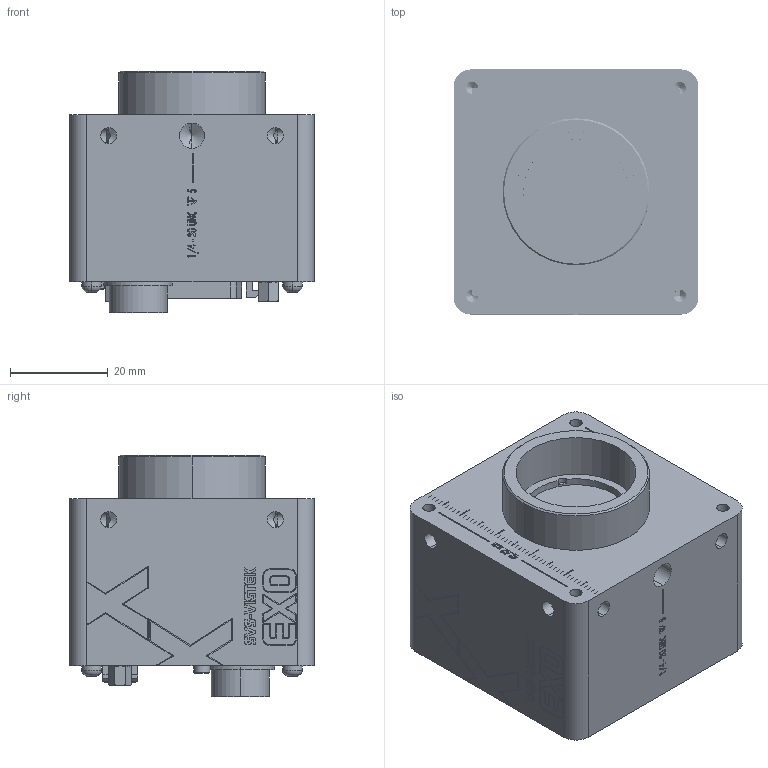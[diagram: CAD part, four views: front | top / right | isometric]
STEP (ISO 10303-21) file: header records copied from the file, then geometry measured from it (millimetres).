
FILE_DESCRIPTION (( 'STEP AP214' ), '1' );
FILE_NAME ('F001687-02006 EXO250MCL.STEP', '2018-08-27T12:13:17', ( '' ), ( '' ), 'SwSTEP 2.0', 'SolidWorks 2014', '' );
FILE_SCHEMA (( 'AUTOMOTIVE_DESIGN' ));
Length unit declared in the file: millimetre
Products named in the file (14): E002396-02001 EXO Rückplatte CL_STEP; E000006_01001_Schraube_Camlink; E000002-02001 Abstandshalter M2x5_Abstandshalter M2x5; E002082 Lichtleiter Mentor 1282.2000; EXO_Interface_CAMLINK; E004012-01001_Deckglas_d24x1; N000069-00000 Druckfeder VD_145A_2; N000068-00000 Abstandsbolzen M2x8_Abstandshalter M2x8; E002081-01001 Connector HRS10A-12R-12PB; F001687-02006 EXO250MCL; E002585-02001 EXO Frontplatte IMX25x - mit Laserbeschriftung_Step; N000061-00000 Schraube M2x12 Torx ISO14583_M2x12; E002462-01001 EXO Kühlblech FPGA CL; E002640-02001 Filterhalter C-Mount Sternform mit Elox und Gleitlack
Assembly tree (25 placements, depth 2):
  F001687-02006 EXO250MCL
    E002585-02001 EXO Frontplatte IMX25x - mit Laserbeschriftung_Step
    E004012-01001_Deckglas_d24x1
    E002640-02001 Filterhalter C-Mount Sternform mit Elox und Gleitlack
    E000002-02001 Abstandshalter M2x5_Abstandshalter M2x5  x4
    N000068-00000 Abstandsbolzen M2x8_Abstandshalter M2x8  x4
    E002396-02001 EXO Rückplatte CL_STEP
    E000006_01001_Schraube_Camlink  x2
    E002081-01001 Connector HRS10A-12R-12PB
    E002082 Lichtleiter Mentor 1282.2000
    N000069-00000 Druckfeder VD_145A_2  x4
    N000061-00000 Schraube M2x12 Torx ISO14583_M2x12  x3
    E002462-01001 EXO Kühlblech FPGA CL
    EXO_Interface_CAMLINK
Bounding box: 50 x 50 x 49.27 mm (x, y, z)
Volume: 35152.2 mm3; surface area: 37422.2 mm2
Topology: 39 solids, 39 shells, 4461 faces, 11348 edges, 7228 vertices
Faces by surface type: plane 2069, bspline 1219, cylinder 644, cone 487, sphere 24, torus 18
Entity records: 159675 total; most frequent: CARTESIAN_POINT 57647, ORIENTED_EDGE 18582, DIRECTION 13120, EDGE_CURVE 9291, VECTOR 6146, LINE 6146, VERTEX_POINT 6094, EDGE_LOOP 3929
